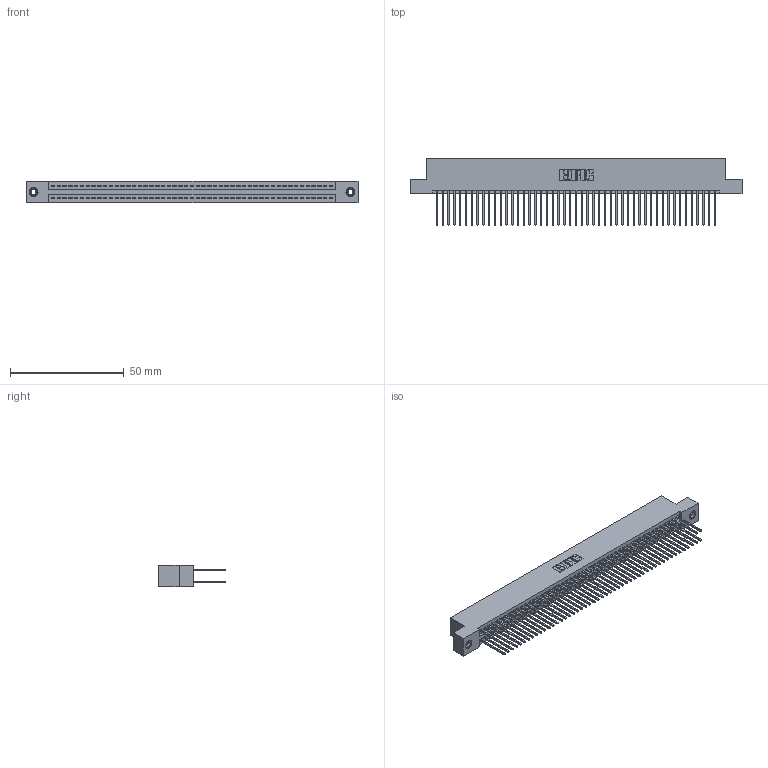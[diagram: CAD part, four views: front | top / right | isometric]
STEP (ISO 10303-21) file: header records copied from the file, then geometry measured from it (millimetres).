
FILE_DESCRIPTION (( 'STEP AP203' ), '1' );
FILE_NAME ('395-098-540-208.STEP', '2019-10-26T03:25:16', ( '' ), ( '' ), 'SwSTEP 2.0', 'SolidWorks 2016', '' );
FILE_SCHEMA (( 'CONFIG_CONTROL_DESIGN' ));
Length unit declared in the file: inch
Products named in the file (4): 345 Part_Flush Mounting Lugs - 0.156 Dia-TI; 345-292-001_345-293-140; 345-250-001_345-250-003-102; 395-098-540-208
Assembly tree (101 placements, depth 2):
  395-098-540-208
    345 Part_Flush Mounting Lugs - 0.156 Dia-TI
    345-292-001_345-293-140  x98
    345-250-001_345-250-003-102  x2
Bounding box: 145.67 x 29.13 x 9.4 mm (x, y, z)
Volume: 14580.4 mm3; surface area: 23424.9 mm2
Topology: 101 solids, 101 shells, 5086 faces, 15079 edges, 9914 vertices
Faces by surface type: plane 3346, cylinder 1724, cone 12, torus 4
Entity records: 38708 total; most frequent: CARTESIAN_POINT 6463, ORIENTED_EDGE 6390, DIRECTION 5717, EDGE_CURVE 3195, LINE 2847, VECTOR 2847, VERTEX_POINT 2124, AXIS2_PLACEMENT_3D 1435
